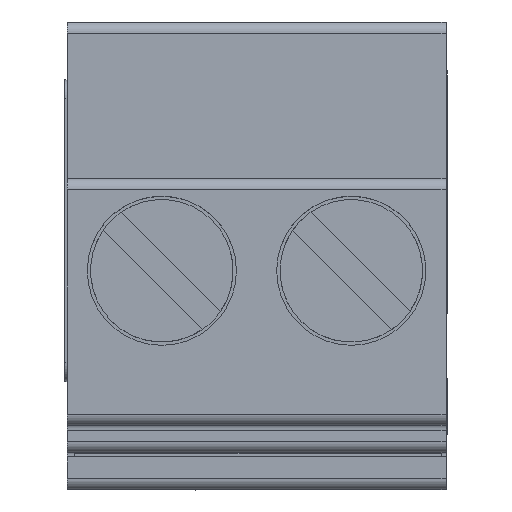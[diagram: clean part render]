
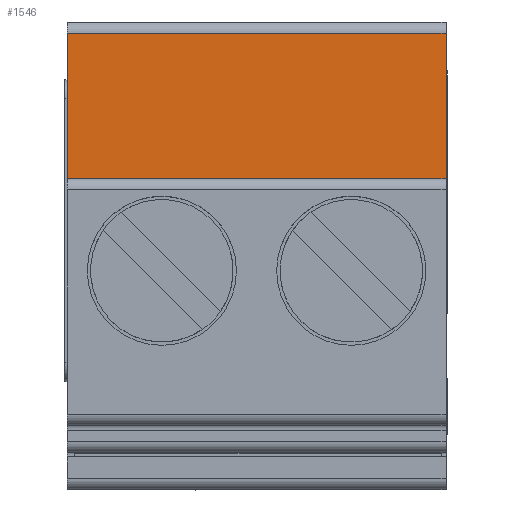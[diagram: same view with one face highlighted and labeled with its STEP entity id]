
A CAD part, top view. The second image highlights one B-rep face of the part: STEP entity #1546.
In plain terms, the highlighted planar face has unit normal (0, 0, 1).
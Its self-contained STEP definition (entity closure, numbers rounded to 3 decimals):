
#1546=ADVANCED_FACE('',(#3582),#3583,.T.);
#3582=FACE_OUTER_BOUND('',#6209,.T.);
#3583=PLANE('',#6210);
#6209=EDGE_LOOP('',(#10406,#10407,#10408,#10409));
#6210=AXIS2_PLACEMENT_3D('',#10410,#10411,#10412);
#10406=ORIENTED_EDGE('',*,*,#17564,.F.);
#10407=ORIENTED_EDGE('',*,*,#17069,.F.);
#10408=ORIENTED_EDGE('',*,*,#17561,.T.);
#10409=ORIENTED_EDGE('',*,*,#17565,.T.);
#10410=CARTESIAN_POINT('',(20.015,12.22,16.94));
#10411=DIRECTION('',(0.,0.,1.0));
#10412=DIRECTION('',(0.,-1.0,0.0));
#17069=EDGE_CURVE('',#20562,#20564,#20565,.T.);
#17561=EDGE_CURVE('',#20562,#21275,#21276,.T.);
#17564=EDGE_CURVE('',#20564,#21279,#21280,.T.);
#17565=EDGE_CURVE('',#21275,#21279,#21281,.T.);
#20562=VERTEX_POINT('',#25667);
#20564=VERTEX_POINT('',#25669);
#20565=LINE('',#25670,#25671);
#21275=VERTEX_POINT('',#26729);
#21276=LINE('',#26730,#26731);
#21279=VERTEX_POINT('',#26734);
#21280=LINE('',#26735,#26736);
#21281=LINE('',#26737,#26738);
#25667=CARTESIAN_POINT('',(10.16,12.22,16.94));
#25669=CARTESIAN_POINT('',(10.16,8.32,16.94));
#25670=CARTESIAN_POINT('',(10.16,12.22,16.94));
#25671=VECTOR('',#32929,1.0);
#26729=CARTESIAN_POINT('',(0.,12.22,16.94));
#26730=CARTESIAN_POINT('',(10.015,12.22,16.94));
#26731=VECTOR('',#33419,1.0);
#26734=CARTESIAN_POINT('',(0.,8.32,16.94));
#26735=CARTESIAN_POINT('',(10.095,8.32,16.94));
#26736=VECTOR('',#33423,1.0);
#26737=CARTESIAN_POINT('',(0.,12.22,16.94));
#26738=VECTOR('',#33424,1.0);
#32929=DIRECTION('',(0.0,-1.0,0.));
#33419=DIRECTION('',(-1.0,0.0,0.0));
#33423=DIRECTION('',(-1.0,0.0,0.0));
#33424=DIRECTION('',(0.0,-1.0,0.));
